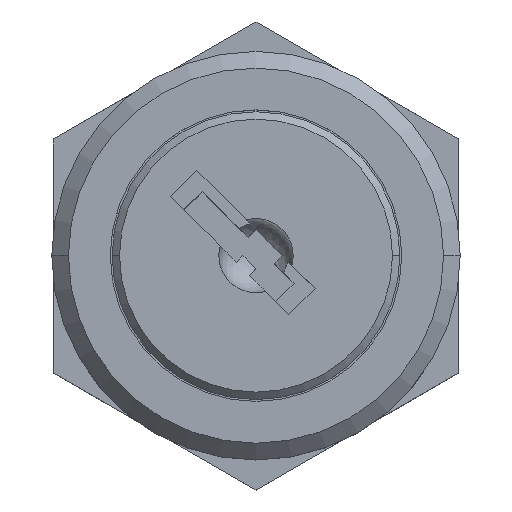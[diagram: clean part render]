
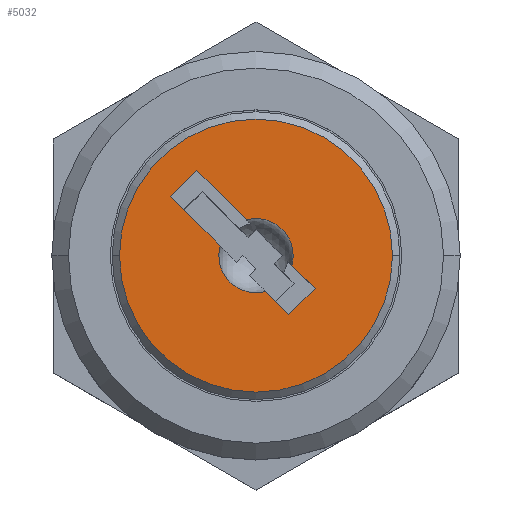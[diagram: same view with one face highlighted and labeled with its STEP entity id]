
A CAD part, top view. The second image highlights one B-rep face of the part: STEP entity #5032.
In plain terms, the highlighted planar face has unit normal (0, 0, 1).
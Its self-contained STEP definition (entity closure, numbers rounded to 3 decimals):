
#99 = EDGE_CURVE ( 'NONE', #4182, #7081, #6222, .T. ) ;
#270 = VERTEX_POINT ( 'NONE', #836 ) ;
#304 = EDGE_CURVE ( 'NONE', #872, #1579, #4622, .T. ) ;
#352 = EDGE_CURVE ( 'NONE', #7081, #270, #5310, .T. ) ;
#397 = DIRECTION ( 'NONE',  ( -0.707, -0.707, 0. ) ) ;
#407 = ORIENTED_EDGE ( 'NONE', *, *, #6550, .T. ) ;
#507 = VERTEX_POINT ( 'NONE', #2108 ) ;
#617 = FACE_OUTER_BOUND ( 'NONE', #3366, .T. ) ;
#628 = DIRECTION ( 'NONE',  ( -1., 0., 0. ) ) ;
#655 = CARTESIAN_POINT ( 'NONE',  ( 0., 0., 4.4 ) ) ;
#739 = CIRCLE ( 'NONE', #7241, 2. ) ;
#759 = CARTESIAN_POINT ( 'NONE',  ( 0., 0., 4.4 ) ) ;
#836 = CARTESIAN_POINT ( 'NONE',  ( 3.182, -1.768, 4.4 ) ) ;
#872 = VERTEX_POINT ( 'NONE', #7899 ) ;
#897 = LINE ( 'NONE', #4488, #2631 ) ;
#1181 = ORIENTED_EDGE ( 'NONE', *, *, #99, .F. ) ;
#1407 = CARTESIAN_POINT ( 'NONE',  ( 3.182, -1.768, 4.4 ) ) ;
#1579 = VERTEX_POINT ( 'NONE', #3666 ) ;
#1583 = CARTESIAN_POINT ( 'NONE',  ( 3.182, -1.768, 4.4 ) ) ;
#1720 = EDGE_CURVE ( 'NONE', #507, #872, #739, .T. ) ;
#1794 = VECTOR ( 'NONE', #397, 1000. ) ;
#1882 = CIRCLE ( 'NONE', #5498, 7.35 ) ;
#1945 = DIRECTION ( 'NONE',  ( 0., 0., 1. ) ) ;
#2108 = CARTESIAN_POINT ( 'NONE',  ( 1.932, -0.518, 4.4 ) ) ;
#2295 = PLANE ( 'NONE',  #2893 ) ;
#2331 = CARTESIAN_POINT ( 'NONE',  ( 0.518, -1.932, 4.4 ) ) ;
#2483 = ORIENTED_EDGE ( 'NONE', *, *, #6145, .F. ) ;
#2487 = DIRECTION ( 'NONE',  ( 0., 0., 1. ) ) ;
#2522 = DIRECTION ( 'NONE',  ( -1., 0., 0. ) ) ;
#2567 = CARTESIAN_POINT ( 'NONE',  ( 0., 0., 4.4 ) ) ;
#2631 = VECTOR ( 'NONE', #6999, 1000. ) ;
#2675 = DIRECTION ( 'NONE',  ( -0.707, 0.707, 0. ) ) ;
#2717 = VECTOR ( 'NONE', #4106, 1000. ) ;
#2789 = VECTOR ( 'NONE', #6984, 1000. ) ;
#2893 = AXIS2_PLACEMENT_3D ( 'NONE', #7258, #4743, #6107 ) ;
#2998 = VERTEX_POINT ( 'NONE', #3432 ) ;
#3056 = VERTEX_POINT ( 'NONE', #3405 ) ;
#3178 = DIRECTION ( 'NONE',  ( -1., 0., 0. ) ) ;
#3366 = EDGE_LOOP ( 'NONE', ( #5943, #407 ) ) ;
#3405 = CARTESIAN_POINT ( 'NONE',  ( -4.596, 3.182, 4.4 ) ) ;
#3432 = CARTESIAN_POINT ( 'NONE',  ( -1.932, 0.518, 4.4 ) ) ;
#3607 = LINE ( 'NONE', #1583, #7200 ) ;
#3666 = CARTESIAN_POINT ( 'NONE',  ( -3.182, 4.596, 4.4 ) ) ;
#3935 = VERTEX_POINT ( 'NONE', #7769 ) ;
#3940 = CARTESIAN_POINT ( 'NONE',  ( 1.768, -3.182, 4.4 ) ) ;
#4010 = DIRECTION ( 'NONE',  ( -0.707, 0.707, 0. ) ) ;
#4106 = DIRECTION ( 'NONE',  ( 0.707, -0.707, 0. ) ) ;
#4182 = VERTEX_POINT ( 'NONE', #2331 ) ;
#4219 = CARTESIAN_POINT ( 'NONE',  ( -3.182, 4.596, 4.4 ) ) ;
#4365 = VERTEX_POINT ( 'NONE', #7591 ) ;
#4382 = ORIENTED_EDGE ( 'NONE', *, *, #352, .F. ) ;
#4403 = ORIENTED_EDGE ( 'NONE', *, *, #1720, .F. ) ;
#4488 = CARTESIAN_POINT ( 'NONE',  ( -4.596, 3.182, 4.4 ) ) ;
#4577 = LINE ( 'NONE', #4219, #1794 ) ;
#4622 = LINE ( 'NONE', #1407, #7160 ) ;
#4634 = EDGE_CURVE ( 'NONE', #1579, #3056, #4577, .T. ) ;
#4684 = ORIENTED_EDGE ( 'NONE', *, *, #4705, .F. ) ;
#4705 = EDGE_CURVE ( 'NONE', #2998, #4182, #7917, .T. ) ;
#4743 = DIRECTION ( 'NONE',  ( 0., 0., -1. ) ) ;
#5027 = CARTESIAN_POINT ( 'NONE',  ( 0., 0., 4.4 ) ) ;
#5032 = ADVANCED_FACE ( 'NONE', ( #617, #5059 ), #2295, .F. ) ;
#5059 = FACE_BOUND ( 'NONE', #7790, .T. ) ;
#5310 = LINE ( 'NONE', #3940, #2789 ) ;
#5498 = AXIS2_PLACEMENT_3D ( 'NONE', #759, #5712, #3178 ) ;
#5622 = ORIENTED_EDGE ( 'NONE', *, *, #4634, .F. ) ;
#5712 = DIRECTION ( 'NONE',  ( 0., 0., 1. ) ) ;
#5943 = ORIENTED_EDGE ( 'NONE', *, *, #7961, .T. ) ;
#6039 = EDGE_CURVE ( 'NONE', #3056, #2998, #897, .T. ) ;
#6107 = DIRECTION ( 'NONE',  ( -1., 0., 0. ) ) ;
#6145 = EDGE_CURVE ( 'NONE', #270, #507, #3607, .T. ) ;
#6222 = LINE ( 'NONE', #6622, #2717 ) ;
#6242 = DIRECTION ( 'NONE',  ( 0., 0., 1. ) ) ;
#6368 = AXIS2_PLACEMENT_3D ( 'NONE', #2567, #2487, #7530 ) ;
#6550 = EDGE_CURVE ( 'NONE', #3935, #4365, #6904, .T. ) ;
#6622 = CARTESIAN_POINT ( 'NONE',  ( -4.596, 3.182, 4.4 ) ) ;
#6667 = CARTESIAN_POINT ( 'NONE',  ( 1.768, -3.182, 4.4 ) ) ;
#6882 = AXIS2_PLACEMENT_3D ( 'NONE', #5027, #1945, #2522 ) ;
#6904 = CIRCLE ( 'NONE', #6882, 7.35 ) ;
#6984 = DIRECTION ( 'NONE',  ( 0.707, 0.707, 0. ) ) ;
#6999 = DIRECTION ( 'NONE',  ( 0.707, -0.707, 0. ) ) ;
#7081 = VERTEX_POINT ( 'NONE', #6667 ) ;
#7160 = VECTOR ( 'NONE', #2675, 1000. ) ;
#7200 = VECTOR ( 'NONE', #4010, 1000. ) ;
#7241 = AXIS2_PLACEMENT_3D ( 'NONE', #655, #6242, #628 ) ;
#7258 = CARTESIAN_POINT ( 'NONE',  ( 0., 0., 4.4 ) ) ;
#7300 = ORIENTED_EDGE ( 'NONE', *, *, #6039, .F. ) ;
#7357 = ORIENTED_EDGE ( 'NONE', *, *, #304, .F. ) ;
#7530 = DIRECTION ( 'NONE',  ( -1., 0., 0. ) ) ;
#7591 = CARTESIAN_POINT ( 'NONE',  ( -7.35, 0., 4.4 ) ) ;
#7769 = CARTESIAN_POINT ( 'NONE',  ( 7.35, 0., 4.4 ) ) ;
#7790 = EDGE_LOOP ( 'NONE', ( #4403, #2483, #4382, #1181, #4684, #7300, #5622, #7357 ) ) ;
#7899 = CARTESIAN_POINT ( 'NONE',  ( -0.518, 1.932, 4.4 ) ) ;
#7917 = CIRCLE ( 'NONE', #6368, 2. ) ;
#7961 = EDGE_CURVE ( 'NONE', #4365, #3935, #1882, .T. ) ;
